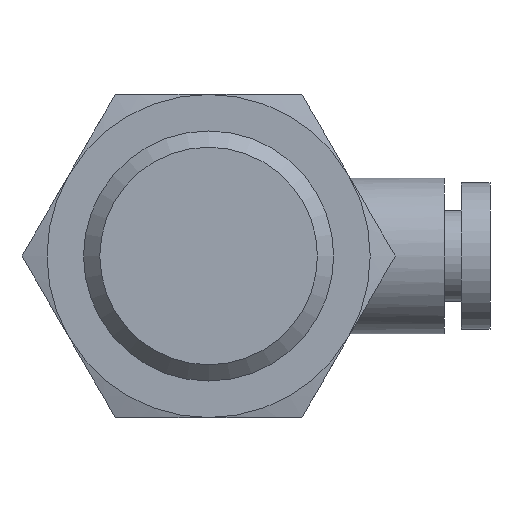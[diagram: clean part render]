
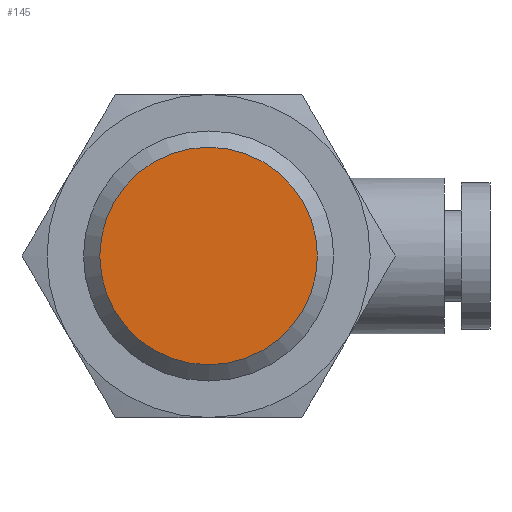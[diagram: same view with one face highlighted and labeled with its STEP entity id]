
A CAD part, front view. The second image highlights one B-rep face of the part: STEP entity #145.
In plain terms, the highlighted planar face has unit normal (0, -1, 0).
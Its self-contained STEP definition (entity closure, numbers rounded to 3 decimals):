
#145 = ADVANCED_FACE( '', ( #319 ), #320, .F. );
#319 = FACE_OUTER_BOUND( '', #518, .T. );
#320 = PLANE( '', #519 );
#518 = EDGE_LOOP( '', ( #862 ) );
#519 = AXIS2_PLACEMENT_3D( '', #863, #864, #865 );
#862 = ORIENTED_EDGE( '', *, *, #1206, .T. );
#863 = CARTESIAN_POINT( '', ( 5.723, -6.5, 0. ) );
#864 = DIRECTION( '', ( 0., 1., 0. ) );
#865 = DIRECTION( '', ( 0., 0., 1. ) );
#1206 = EDGE_CURVE( '', #1453, #1453, #1454, .T. );
#1453 = VERTEX_POINT( '', #1807 );
#1454 = CIRCLE( '', #1808, 5.723 );
#1807 = CARTESIAN_POINT( '', ( 0., -6.5, -5.723 ) );
#1808 = AXIS2_PLACEMENT_3D( '', #2063, #2064, #2065 );
#2063 = CARTESIAN_POINT( '', ( 0., -6.5, 0. ) );
#2064 = DIRECTION( '', ( 0., -1., 0. ) );
#2065 = DIRECTION( '', ( 0., 0., -1. ) );
